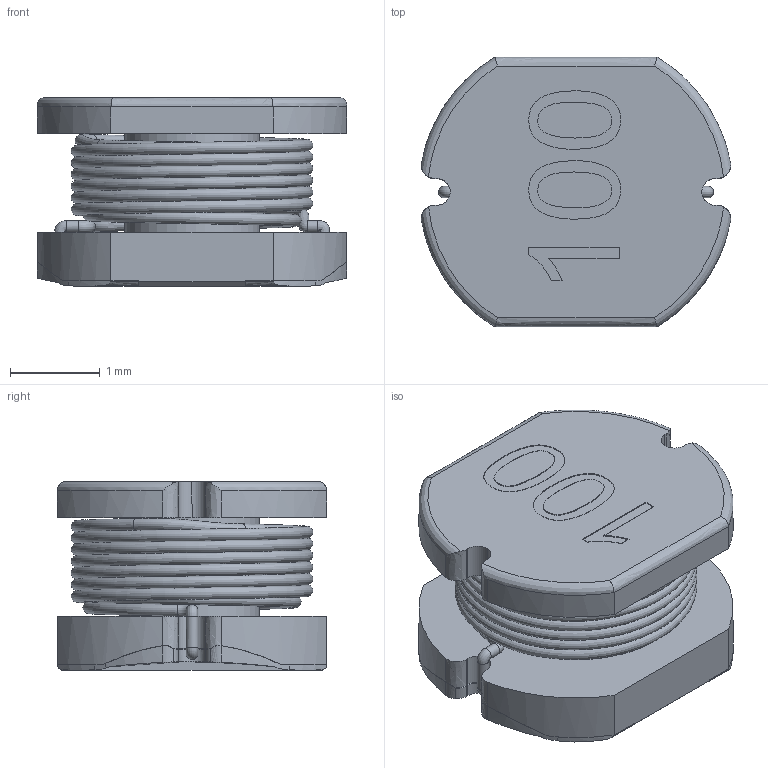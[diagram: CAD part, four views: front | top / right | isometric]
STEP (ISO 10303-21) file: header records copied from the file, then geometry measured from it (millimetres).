
FILE_DESCRIPTION( ('This file contains a STEP AP42 implementation' ,'as created by ZW3D STEP Interface translator.') ,'2;1' );
FILE_NAME( 'ESR0302-L(100).stp' ,'14 925. 8 8 2', (''), ('ZWCAD Software Co.'), 'Version 1.0', 'ZW3D to STEP translator', '' );
FILE_SCHEMA( ('CONFIG_CONTROL_DESIGN') );
Length unit declared in the file: millimetre
Products named in the file (1): 0
Bounding box: 3.44 x 3 x 2.1 mm (x, y, z)
Volume: 10.6 mm3; surface area: 103 mm2
Topology: 4 solids, 6 shells, 179 faces, 461 edges, 297 vertices
Faces by surface type: bspline 179
Entity records: 80626 total; most frequent: CARTESIAN_POINT 77905, ORIENTED_EDGE 919, EDGE_CURVE 461, B_SPLINE_CURVE_WITH_KNOTS 365, VERTEX_POINT 297, EDGE_LOOP 186, FACE_OUTER_BOUND 179, ADVANCED_FACE 179
